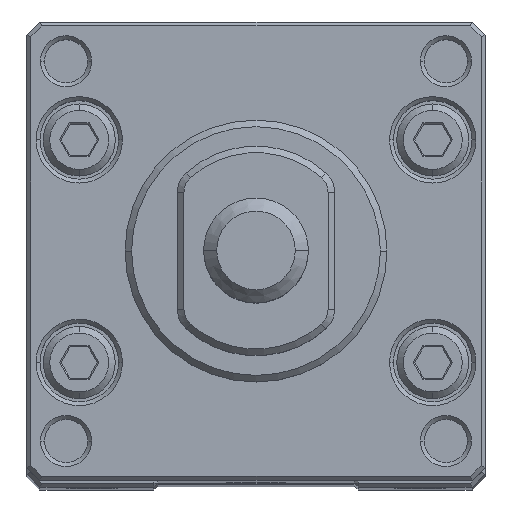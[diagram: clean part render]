
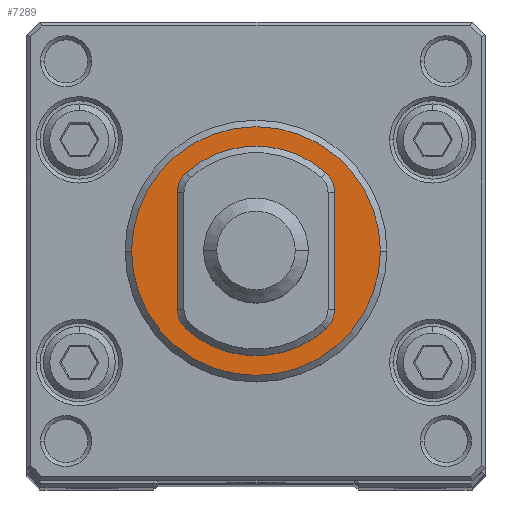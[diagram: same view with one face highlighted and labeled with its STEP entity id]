
A CAD part, top view. The second image highlights one B-rep face of the part: STEP entity #7289.
In plain terms, the highlighted face is planar.
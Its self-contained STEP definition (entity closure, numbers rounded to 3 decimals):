
#347 = AXIS2_PLACEMENT_3D ( 'NONE', #7266, #3705, #18221 ) ;
#494 = CARTESIAN_POINT ( 'NONE',  ( 8., 5.292, 6. ) ) ;
#833 = DIRECTION ( 'NONE',  ( 1., 0., 0. ) ) ;
#966 = VECTOR ( 'NONE', #3635, 1000. ) ;
#1165 = VERTEX_POINT ( 'NONE', #28676 ) ;
#1573 = VECTOR ( 'NONE', #22602, 1000. ) ;
#3635 = DIRECTION ( 'NONE',  ( 0., -1., 0. ) ) ;
#3705 = DIRECTION ( 'NONE',  ( 1., 0., 0. ) ) ;
#3867 = CARTESIAN_POINT ( 'NONE',  ( 8., 0., 9.5 ) ) ;
#4440 = DIRECTION ( 'NONE',  ( 0., 0., 1. ) ) ;
#4461 = EDGE_CURVE ( 'NONE', #5041, #1165, #25787, .T. ) ;
#4577 = ORIENTED_EDGE ( 'NONE', *, *, #4461, .T. ) ;
#4718 = AXIS2_PLACEMENT_3D ( 'NONE', #23160, #8155, #9519 ) ;
#4957 = ORIENTED_EDGE ( 'NONE', *, *, #15057, .T. ) ;
#5041 = VERTEX_POINT ( 'NONE', #29629 ) ;
#5513 = ORIENTED_EDGE ( 'NONE', *, *, #10218, .T. ) ;
#5615 = PLANE ( 'NONE',  #23695 ) ;
#6223 = DIRECTION ( 'NONE',  ( 1., 0., 0. ) ) ;
#6757 = VERTEX_POINT ( 'NONE', #26728 ) ;
#7266 = CARTESIAN_POINT ( 'NONE',  ( 8., 0., 0. ) ) ;
#7289 = ADVANCED_FACE ( 'NONE', ( #20606, #42508 ), #5615, .T. ) ;
#8155 = DIRECTION ( 'NONE',  ( 1., 0., 0. ) ) ;
#8191 = CIRCLE ( 'NONE', #39394, 2. ) ;
#8799 = CARTESIAN_POINT ( 'NONE',  ( 8., -4.472, -6. ) ) ;
#9176 = DIRECTION ( 'NONE',  ( -1., 0., 0. ) ) ;
#9519 = DIRECTION ( 'NONE',  ( 0., 0., -1. ) ) ;
#9855 = DIRECTION ( 'NONE',  ( 0., 0., 1. ) ) ;
#10218 = EDGE_CURVE ( 'NONE', #37452, #17169, #26804, .T. ) ;
#10792 = CIRCLE ( 'NONE', #12332, 2. ) ;
#10993 = LINE ( 'NONE', #494, #966 ) ;
#12010 = ORIENTED_EDGE ( 'NONE', *, *, #12541, .T. ) ;
#12027 = EDGE_CURVE ( 'NONE', #21846, #6757, #29741, .T. ) ;
#12248 = VERTEX_POINT ( 'NONE', #46127 ) ;
#12332 = AXIS2_PLACEMENT_3D ( 'NONE', #33469, #833, #20300 ) ;
#12541 = EDGE_CURVE ( 'NONE', #17169, #37452, #16832, .T. ) ;
#13595 = DIRECTION ( 'NONE',  ( 0., 0., 1. ) ) ;
#13844 = VERTEX_POINT ( 'NONE', #18484 ) ;
#14565 = CIRCLE ( 'NONE', #17635, 2. ) ;
#14586 = DIRECTION ( 'NONE',  ( 0., 0., 1. ) ) ;
#15057 = EDGE_CURVE ( 'NONE', #42204, #13844, #8191, .T. ) ;
#16005 = EDGE_CURVE ( 'NONE', #1165, #42204, #10993, .T. ) ;
#16832 = CIRCLE ( 'NONE', #29011, 9.5 ) ;
#16901 = AXIS2_PLACEMENT_3D ( 'NONE', #27474, #31517, #9855 ) ;
#17073 = CIRCLE ( 'NONE', #347, 8. ) ;
#17160 = CARTESIAN_POINT ( 'NONE',  ( 8., 4.472, 4. ) ) ;
#17169 = VERTEX_POINT ( 'NONE', #29669 ) ;
#17635 = AXIS2_PLACEMENT_3D ( 'NONE', #33019, #19429, #4440 ) ;
#17697 = CARTESIAN_POINT ( 'NONE',  ( 8., 0., 0. ) ) ;
#18221 = DIRECTION ( 'NONE',  ( 0., 0., -1. ) ) ;
#18484 = CARTESIAN_POINT ( 'NONE',  ( 8., -5.963, 5.333 ) ) ;
#19324 = CARTESIAN_POINT ( 'NONE',  ( 8., -4.472, 6. ) ) ;
#19429 = DIRECTION ( 'NONE',  ( 1., 0., 0. ) ) ;
#20300 = DIRECTION ( 'NONE',  ( 0., 0., 1. ) ) ;
#20606 = FACE_OUTER_BOUND ( 'NONE', #33328, .T. ) ;
#21449 = EDGE_LOOP ( 'NONE', ( #25397, #43736, #28533, #4577, #27826, #4957, #30641, #22772 ) ) ;
#21846 = VERTEX_POINT ( 'NONE', #8799 ) ;
#22602 = DIRECTION ( 'NONE',  ( 0., 1., 0. ) ) ;
#22772 = ORIENTED_EDGE ( 'NONE', *, *, #36589, .T. ) ;
#23160 = CARTESIAN_POINT ( 'NONE',  ( 8., 0., 0. ) ) ;
#23695 = AXIS2_PLACEMENT_3D ( 'NONE', #38911, #9176, #23708 ) ;
#23708 = DIRECTION ( 'NONE',  ( 0., 0., 1. ) ) ;
#23809 = DIRECTION ( 'NONE',  ( 0., 0., 1. ) ) ;
#25397 = ORIENTED_EDGE ( 'NONE', *, *, #12027, .T. ) ;
#25787 = CIRCLE ( 'NONE', #37924, 2. ) ;
#26236 = VERTEX_POINT ( 'NONE', #36961 ) ;
#26728 = CARTESIAN_POINT ( 'NONE',  ( 8., 4.472, -6. ) ) ;
#26804 = CIRCLE ( 'NONE', #16901, 9.5 ) ;
#27474 = CARTESIAN_POINT ( 'NONE',  ( 8., 0., 0. ) ) ;
#27826 = ORIENTED_EDGE ( 'NONE', *, *, #16005, .T. ) ;
#27898 = EDGE_CURVE ( 'NONE', #6757, #12248, #10792, .T. ) ;
#28533 = ORIENTED_EDGE ( 'NONE', *, *, #40308, .T. ) ;
#28676 = CARTESIAN_POINT ( 'NONE',  ( 8., 4.472, 6. ) ) ;
#29011 = AXIS2_PLACEMENT_3D ( 'NONE', #17697, #43863, #14586 ) ;
#29629 = CARTESIAN_POINT ( 'NONE',  ( 8., 5.963, 5.333 ) ) ;
#29669 = CARTESIAN_POINT ( 'NONE',  ( 8., 0., -9.5 ) ) ;
#29741 = LINE ( 'NONE', #44261, #1573 ) ;
#30641 = ORIENTED_EDGE ( 'NONE', *, *, #42833, .T. ) ;
#31517 = DIRECTION ( 'NONE',  ( -1., 0., 0. ) ) ;
#33019 = CARTESIAN_POINT ( 'NONE',  ( 8., -4.472, -4. ) ) ;
#33328 = EDGE_LOOP ( 'NONE', ( #12010, #5513 ) ) ;
#33469 = CARTESIAN_POINT ( 'NONE',  ( 8., 4.472, -4. ) ) ;
#36589 = EDGE_CURVE ( 'NONE', #26236, #21846, #14565, .T. ) ;
#36961 = CARTESIAN_POINT ( 'NONE',  ( 8., -5.963, -5.333 ) ) ;
#37452 = VERTEX_POINT ( 'NONE', #3867 ) ;
#37924 = AXIS2_PLACEMENT_3D ( 'NONE', #17160, #6223, #13595 ) ;
#38911 = CARTESIAN_POINT ( 'NONE',  ( 8., 8., 0. ) ) ;
#39394 = AXIS2_PLACEMENT_3D ( 'NONE', #46164, #42367, #23809 ) ;
#40308 = EDGE_CURVE ( 'NONE', #12248, #5041, #41943, .T. ) ;
#41943 = CIRCLE ( 'NONE', #4718, 8. ) ;
#42204 = VERTEX_POINT ( 'NONE', #19324 ) ;
#42367 = DIRECTION ( 'NONE',  ( 1., 0., 0. ) ) ;
#42508 = FACE_BOUND ( 'NONE', #21449, .T. ) ;
#42833 = EDGE_CURVE ( 'NONE', #13844, #26236, #17073, .T. ) ;
#43736 = ORIENTED_EDGE ( 'NONE', *, *, #27898, .T. ) ;
#43863 = DIRECTION ( 'NONE',  ( -1., 0., 0. ) ) ;
#44261 = CARTESIAN_POINT ( 'NONE',  ( 8., 5.292, -6. ) ) ;
#46127 = CARTESIAN_POINT ( 'NONE',  ( 8., 5.963, -5.333 ) ) ;
#46164 = CARTESIAN_POINT ( 'NONE',  ( 8., -4.472, 4. ) ) ;
